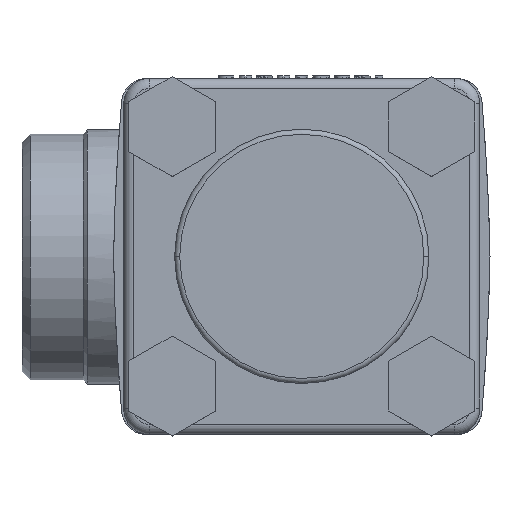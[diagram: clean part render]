
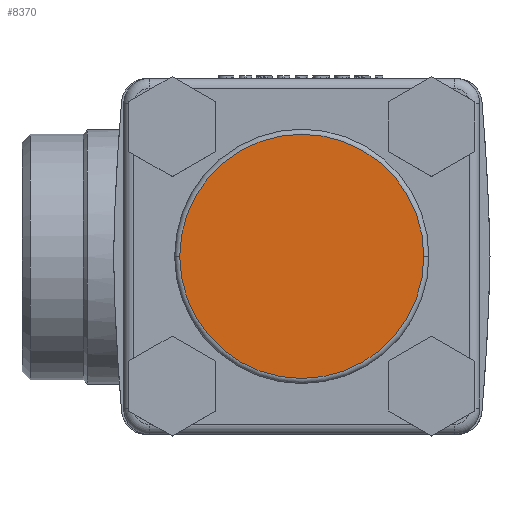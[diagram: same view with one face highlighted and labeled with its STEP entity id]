
A CAD part, top view. The second image highlights one B-rep face of the part: STEP entity #8370.
In plain terms, the highlighted planar face has unit normal (0, 0, 1).
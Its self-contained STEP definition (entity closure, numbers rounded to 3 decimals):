
#8345=CARTESIAN_POINT('',(0.,-0.,77.));
#8346=DIRECTION('',(0.,0.,1.));
#8347=DIRECTION('',(-1.,0.,0.));
#8348=AXIS2_PLACEMENT_3D('',#8345,#8346,#8347);
#8349=PLANE('',#8348);
#8350=CARTESIAN_POINT('',(-24.,-0.,77.));
#8351=VERTEX_POINT('',#8350);
#8352=CARTESIAN_POINT('',(24.,-0.,77.));
#8353=VERTEX_POINT('',#8352);
#8354=CARTESIAN_POINT('',(0.,-0.,77.));
#8355=DIRECTION('',(0.,0.,1.));
#8356=DIRECTION('',(1.,0.,-0.));
#8357=AXIS2_PLACEMENT_3D('',#8354,#8355,#8356);
#8358=CIRCLE('',#8357,24.);
#8359=EDGE_CURVE('',#8351,#8353,#8358,.T.);
#8360=ORIENTED_EDGE('',*,*,#8359,.T.);
#8361=CARTESIAN_POINT('',(0.,-0.,77.));
#8362=DIRECTION('',(0.,0.,1.));
#8363=DIRECTION('',(1.,0.,-0.));
#8364=AXIS2_PLACEMENT_3D('',#8361,#8362,#8363);
#8365=CIRCLE('',#8364,24.);
#8366=EDGE_CURVE('',#8353,#8351,#8365,.T.);
#8367=ORIENTED_EDGE('',*,*,#8366,.T.);
#8368=EDGE_LOOP('',(#8360,#8367));
#8369=FACE_BOUND('',#8368,.T.);
#8370=ADVANCED_FACE('',(#8369),#8349,.T.);
